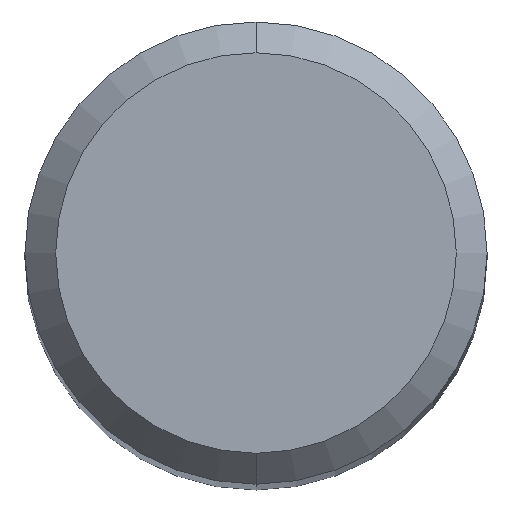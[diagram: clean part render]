
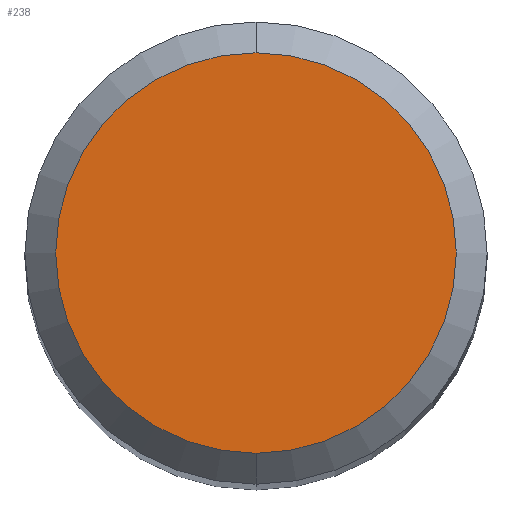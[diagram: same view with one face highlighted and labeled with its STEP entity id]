
A CAD part, top view. The second image highlights one B-rep face of the part: STEP entity #238.
In plain terms, the highlighted planar face has unit normal (0, 0, 1).
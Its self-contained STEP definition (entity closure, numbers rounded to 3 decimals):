
#238=ADVANCED_FACE('',(#602),#603,.T.);
#298=EDGE_CURVE('',#526,#458,#667,.T.);
#424=EDGE_CURVE('',#458,#526,#807,.T.);
#458=VERTEX_POINT('',#844);
#526=VERTEX_POINT('',#920);
#602=FACE_OUTER_BOUND('',#1025,.T.);
#603=PLANE('',#1026);
#667=CIRCLE('',#1160,2.6);
#807=CIRCLE('',#1410,2.6);
#844=CARTESIAN_POINT('',(0.0,2.6,36.0));
#920=CARTESIAN_POINT('',(0.,-2.6,36.0));
#1025=EDGE_LOOP('',(#1711,#1712));
#1026=AXIS2_PLACEMENT_3D('',#1713,#1714,#1715);
#1160=AXIS2_PLACEMENT_3D('',#1773,#1774,#1775);
#1410=AXIS2_PLACEMENT_3D('',#1933,#1934,#1935);
#1711=ORIENTED_EDGE('',*,*,#424,.F.);
#1712=ORIENTED_EDGE('',*,*,#298,.F.);
#1713=CARTESIAN_POINT('',(0.0,1.3,36.0));
#1714=DIRECTION('',(0.0,0.0,1.0));
#1715=DIRECTION('',(0.0,-1.0,0.0));
#1773=CARTESIAN_POINT('',(0.0,0.0,36.0));
#1774=DIRECTION('',(0.0,0.0,-1.0));
#1775=DIRECTION('',(0.0,1.0,0.0));
#1933=CARTESIAN_POINT('',(0.0,0.0,36.0));
#1934=DIRECTION('',(0.0,0.0,-1.0));
#1935=DIRECTION('',(0.0,1.0,0.0));
